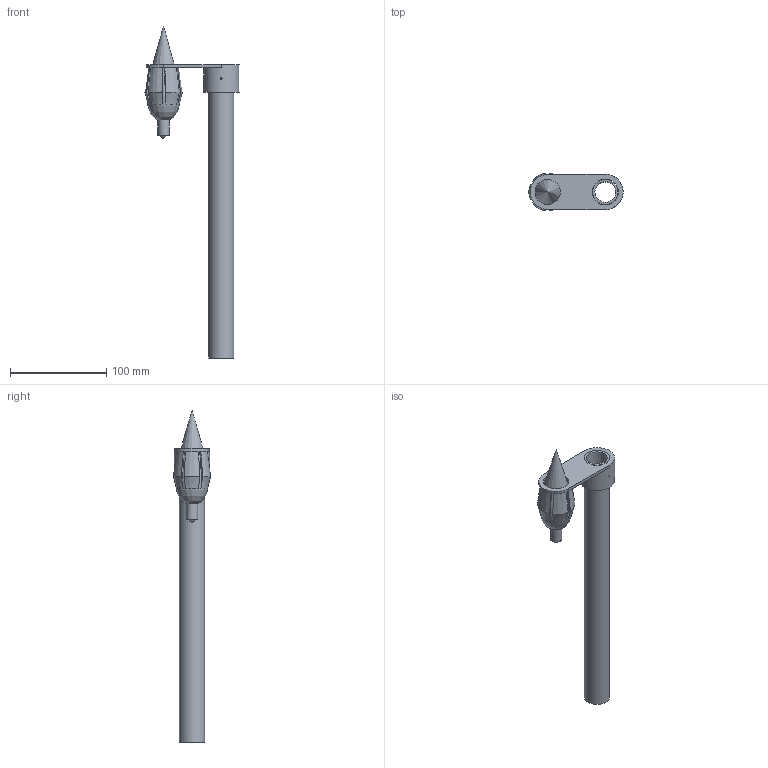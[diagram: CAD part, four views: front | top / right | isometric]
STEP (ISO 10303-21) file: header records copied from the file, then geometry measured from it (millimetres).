
FILE_DESCRIPTION(/* description */ (''),/* implementation_level */ '2;1');
FILE_NAME(/* name */ 'simple v8.step',/* time_stamp */ '2022-01-03T02:20:10-05:00',/* author */ (''),/* organization */ (''),/* preprocessor_version */ 'ST-DEVELOPER v18.1',/* originating_system */ 'Autodesk Translation Framework v10.10.0.1391',/* authorisation */ '');
FILE_SCHEMA (('AUTOMOTIVE_DESIGN { 1 0 10303 214 3 1 1 }'));
Length unit declared in the file: millimetre
Products named in the file (3): simple; pipe; bulb
Assembly tree (2 placements, depth 2):
  simple
    pipe
    bulb
Bounding box: 97.86 x 38.85 x 345.18 mm (x, y, z)
Volume: 127354.5 mm3; surface area: 72436.5 mm2
Topology: 3 solids, 3 shells, 61 faces, 153 edges, 103 vertices
Faces by surface type: plane 26, cone 24, cylinder 9, sphere 1, bspline 1
Full cylindrical faces by diameter (mm): 1.587 x2, 11.834 x1, 21.59 x1, 26.194 x2, 26.87 x1, 36.87 x1
Entity records: 2283 total; most frequent: CARTESIAN_POINT 642, DIRECTION 326, ORIENTED_EDGE 302, EDGE_CURVE 151, AXIS2_PLACEMENT_3D 119, VERTEX_POINT 103, LINE 88, VECTOR 88
